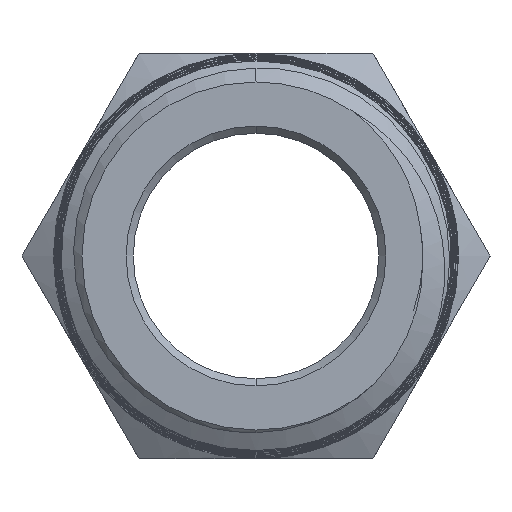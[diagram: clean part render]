
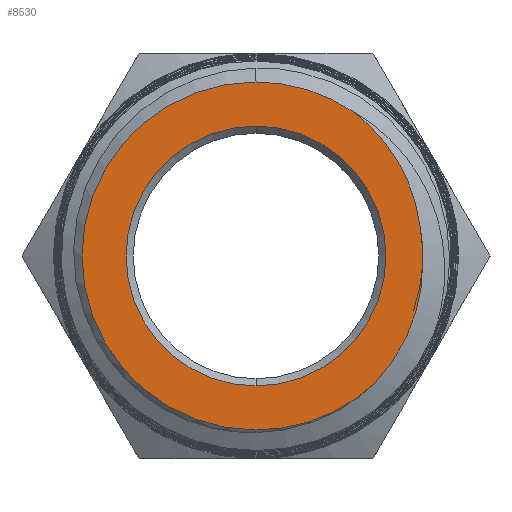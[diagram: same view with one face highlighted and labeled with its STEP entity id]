
A CAD part, front view. The second image highlights one B-rep face of the part: STEP entity #8530.
In plain terms, the highlighted planar face has unit normal (0, -1, 0).
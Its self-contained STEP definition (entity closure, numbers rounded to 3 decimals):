
#219 = CIRCLE ( 'NONE', #7040, 7.299 ) ;
#316 = CARTESIAN_POINT ( 'NONE',  ( 5.127, -16., -5.183 ) ) ;
#514 = CARTESIAN_POINT ( 'NONE',  ( 6.876, -16., 1.285 ) ) ;
#623 = CARTESIAN_POINT ( 'NONE',  ( 6.979, -16., 0.736 ) ) ;
#726 = ORIENTED_EDGE ( 'NONE', *, *, #7735, .T. ) ;
#764 = EDGE_CURVE ( 'NONE', #4308, #2876, #2021, .T. ) ;
#818 = EDGE_CURVE ( 'NONE', #4789, #6615, #7625, .T. ) ;
#983 = ORIENTED_EDGE ( 'NONE', *, *, #5774, .T. ) ;
#1302 = DIRECTION ( 'NONE',  ( 0., 1., 0. ) ) ;
#1368 = DIRECTION ( 'NONE',  ( 0., 1., 0. ) ) ;
#1466 = EDGE_LOOP ( 'NONE', ( #3618, #9700, #726, #983, #5538, #10258 ) ) ;
#1469 = CARTESIAN_POINT ( 'NONE',  ( 4.071, -16., 6.058 ) ) ;
#1480 = CARTESIAN_POINT ( 'NONE',  ( 4.259, -16., 5.916 ) ) ;
#1516 = CARTESIAN_POINT ( 'NONE',  ( 4.441, -16., 5.765 ) ) ;
#1539 = FACE_BOUND ( 'NONE', #6565, .T. ) ;
#1544 = CARTESIAN_POINT ( 'NONE',  ( 4.792, -16., 5.444 ) ) ;
#1553 = CARTESIAN_POINT ( 'NONE',  ( 4.96, -16., 5.274 ) ) ;
#1574 = CARTESIAN_POINT ( 'NONE',  ( 6.985, -16., -0.384 ) ) ;
#1735 = CARTESIAN_POINT ( 'NONE',  ( 5.435, -16., 4.744 ) ) ;
#1803 = CARTESIAN_POINT ( 'NONE',  ( 5.714, -16., 4.364 ) ) ;
#1886 = CARTESIAN_POINT ( 'NONE',  ( 6.075, -16., 3.752 ) ) ;
#1926 = CARTESIAN_POINT ( 'NONE',  ( 6.186, -16., 3.539 ) ) ;
#1967 = CARTESIAN_POINT ( 'NONE',  ( 6.385, -16., 3.107 ) ) ;
#2008 = CARTESIAN_POINT ( 'NONE',  ( 6.474, -16., 2.888 ) ) ;
#2021 = CIRCLE ( 'NONE', #6496, 7.299 ) ;
#2033 = CARTESIAN_POINT ( 'NONE',  ( 5.564, -16., -4.653 ) ) ;
#2060 = DIRECTION ( 'NONE',  ( 0., -1., 0. ) ) ;
#2077 = CARTESIAN_POINT ( 'NONE',  ( 6.876, -16., 1.285 ) ) ;
#2162 = CIRCLE ( 'NONE', #10619, 5.45 ) ;
#2230 = CARTESIAN_POINT ( 'NONE',  ( 6.815, -16., 1.759 ) ) ;
#2400 = VERTEX_POINT ( 'NONE', #2588 ) ;
#2493 = B_SPLINE_CURVE_WITH_KNOTS ( 'NONE', 3,
 ( #4853, #10165, #623, #6589 ),
 .UNSPECIFIED., .F., .F.,
 ( 4, 4 ),
 ( 0., 0.002 ),
 .UNSPECIFIED. ) ;
#2588 = CARTESIAN_POINT ( 'NONE',  ( 0., -16., 7.299 ) ) ;
#2654 = DIRECTION ( 'NONE',  ( 0., -1., 0. ) ) ;
#2680 = AXIS2_PLACEMENT_3D ( 'NONE', #6478, #1368, #7365 ) ;
#2805 = VERTEX_POINT ( 'NONE', #1574 ) ;
#2876 = VERTEX_POINT ( 'NONE', #7608 ) ;
#2886 = CARTESIAN_POINT ( 'NONE',  ( 6.075, -16., -3.89 ) ) ;
#2930 = DIRECTION ( 'NONE',  ( 0., 0., -1. ) ) ;
#2967 = DIRECTION ( 'NONE',  ( 0., -1., 0. ) ) ;
#3017 = CARTESIAN_POINT ( 'NONE',  ( 0., -16., 0. ) ) ;
#3042 = CARTESIAN_POINT ( 'NONE',  ( 6.705, -16., 2.219 ) ) ;
#3278 = B_SPLINE_CURVE_WITH_KNOTS ( 'NONE', 3,
 ( #3583, #316, #7153, #2033, #8052, #2886, #8961, #3733, #9887, #4580, #10789, #5457 ),
 .UNSPECIFIED., .F., .F.,
 ( 4, 2, 2, 2, 2, 4 ),
 ( 0.004, 0.005, 0.005, 0.007, 0.008, 0.01 ),
 .UNSPECIFIED. ) ;
#3309 = DIRECTION ( 'NONE',  ( 0., -1., 0. ) ) ;
#3583 = CARTESIAN_POINT ( 'NONE',  ( 4.969, -16., -5.347 ) ) ;
#3618 = ORIENTED_EDGE ( 'NONE', *, *, #6198, .T. ) ;
#3725 = PLANE ( 'NONE',  #7423 ) ;
#3733 = CARTESIAN_POINT ( 'NONE',  ( 6.631, -16., -2.642 ) ) ;
#4060 = FACE_OUTER_BOUND ( 'NONE', #1466, .T. ) ;
#4308 = VERTEX_POINT ( 'NONE', #5989 ) ;
#4580 = CARTESIAN_POINT ( 'NONE',  ( 6.941, -16., -1.3 ) ) ;
#4789 = VERTEX_POINT ( 'NONE', #514 ) ;
#4853 = CARTESIAN_POINT ( 'NONE',  ( 6.985, -16., -0.384 ) ) ;
#5165 = EDGE_CURVE ( 'NONE', #2876, #2805, #3278, .T. ) ;
#5457 = CARTESIAN_POINT ( 'NONE',  ( 6.985, -16., -0.384 ) ) ;
#5538 = ORIENTED_EDGE ( 'NONE', *, *, #764, .T. ) ;
#5774 = EDGE_CURVE ( 'NONE', #2400, #4308, #8570, .T. ) ;
#5950 = AXIS2_PLACEMENT_3D ( 'NONE', #8503, #3309, #9424 ) ;
#5989 = CARTESIAN_POINT ( 'NONE',  ( 0., -16., -7.299 ) ) ;
#6050 = CIRCLE ( 'NONE', #2680, 5.45 ) ;
#6198 = EDGE_CURVE ( 'NONE', #2805, #4789, #2493, .T. ) ;
#6360 = VERTEX_POINT ( 'NONE', #8409 ) ;
#6426 = CARTESIAN_POINT ( 'NONE',  ( 0., -16., 0. ) ) ;
#6478 = CARTESIAN_POINT ( 'NONE',  ( 0., -16., 0. ) ) ;
#6496 = AXIS2_PLACEMENT_3D ( 'NONE', #3017, #2967, #2930 ) ;
#6553 = CARTESIAN_POINT ( 'NONE',  ( 0., -16., 5.45 ) ) ;
#6565 = EDGE_LOOP ( 'NONE', ( #7949, #10353 ) ) ;
#6589 = CARTESIAN_POINT ( 'NONE',  ( 6.876, -16., 1.285 ) ) ;
#6615 = VERTEX_POINT ( 'NONE', #9371 ) ;
#7040 = AXIS2_PLACEMENT_3D ( 'NONE', #7814, #2654, #8709 ) ;
#7153 = CARTESIAN_POINT ( 'NONE',  ( 5.277, -16., -5.011 ) ) ;
#7187 = CARTESIAN_POINT ( 'NONE',  ( 0., -16., 0. ) ) ;
#7307 = DIRECTION ( 'NONE',  ( 0., 0., -1. ) ) ;
#7365 = DIRECTION ( 'NONE',  ( 0., 0., -1. ) ) ;
#7423 = AXIS2_PLACEMENT_3D ( 'NONE', #7187, #2060, #8084 ) ;
#7608 = CARTESIAN_POINT ( 'NONE',  ( 4.969, -16., -5.347 ) ) ;
#7625 = B_SPLINE_CURVE_WITH_KNOTS ( 'NONE', 3,
 ( #2077, #2230, #3042, #2008, #1967, #1926, #1886, #1803, #1735, #1553, #1544, #1516, #1480, #1469 ),
 .UNSPECIFIED., .F., .F.,
 ( 4, 2, 2, 2, 2, 2, 4 ),
 ( 0., 0.001, 0.002, 0.003, 0.004, 0.005, 0.006 ),
 .UNSPECIFIED. ) ;
#7735 = EDGE_CURVE ( 'NONE', #6615, #2400, #219, .T. ) ;
#7814 = CARTESIAN_POINT ( 'NONE',  ( 0., -16., 0. ) ) ;
#7949 = ORIENTED_EDGE ( 'NONE', *, *, #9868, .T. ) ;
#8052 = CARTESIAN_POINT ( 'NONE',  ( 5.7, -16., -4.465 ) ) ;
#8084 = DIRECTION ( 'NONE',  ( 0., 0., -1. ) ) ;
#8409 = CARTESIAN_POINT ( 'NONE',  ( 0., -16., -5.45 ) ) ;
#8503 = CARTESIAN_POINT ( 'NONE',  ( 0., -16., 0. ) ) ;
#8530 = ADVANCED_FACE ( 'NONE', ( #1539, #4060 ), #3725, .T. ) ;
#8570 = CIRCLE ( 'NONE', #5950, 7.299 ) ;
#8709 = DIRECTION ( 'NONE',  ( 0., 0., -1. ) ) ;
#8961 = CARTESIAN_POINT ( 'NONE',  ( 6.286, -16., -3.487 ) ) ;
#9371 = CARTESIAN_POINT ( 'NONE',  ( 4.071, -16., 6.058 ) ) ;
#9424 = DIRECTION ( 'NONE',  ( 0., 0., -1. ) ) ;
#9552 = VERTEX_POINT ( 'NONE', #6553 ) ;
#9700 = ORIENTED_EDGE ( 'NONE', *, *, #818, .T. ) ;
#9868 = EDGE_CURVE ( 'NONE', #6360, #9552, #6050, .T. ) ;
#9887 = CARTESIAN_POINT ( 'NONE',  ( 6.765, -16., -2.197 ) ) ;
#10165 = CARTESIAN_POINT ( 'NONE',  ( 7.015, -16., 0.175 ) ) ;
#10258 = ORIENTED_EDGE ( 'NONE', *, *, #5165, .T. ) ;
#10353 = ORIENTED_EDGE ( 'NONE', *, *, #10618, .T. ) ;
#10618 = EDGE_CURVE ( 'NONE', #9552, #6360, #2162, .T. ) ;
#10619 = AXIS2_PLACEMENT_3D ( 'NONE', #6426, #1302, #7307 ) ;
#10789 = CARTESIAN_POINT ( 'NONE',  ( 6.986, -16., -0.845 ) ) ;
